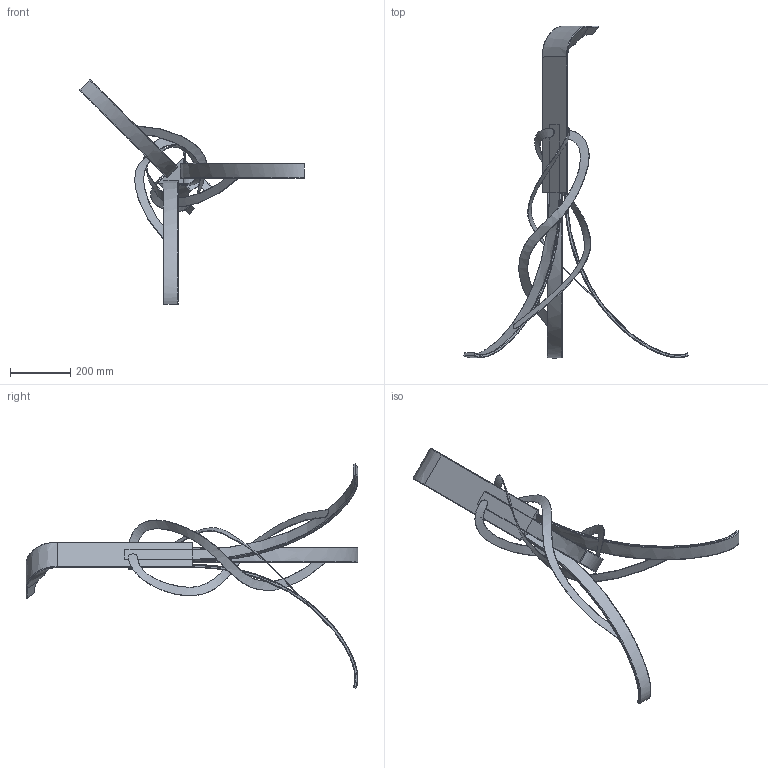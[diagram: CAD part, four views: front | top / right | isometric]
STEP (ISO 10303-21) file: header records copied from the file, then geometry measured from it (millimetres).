
FILE_DESCRIPTION (( 'STEP AP203' ), '1' );
FILE_NAME ('Guitar Stand.STEP', '2018-03-21T20:42:21', ( '' ), ( '' ), 'SwSTEP 2.0', 'SolidWorks 2016', '' );
FILE_SCHEMA (( 'CONFIG_CONTROL_DESIGN' ));
Length unit declared in the file: millimetre
Products named in the file (5): Guitar Stand; Body; Legs; Top; Strip
Assembly tree (8 placements, depth 2):
  Guitar Stand
    Body
    Legs  x3
    Top
    Strip  x3
Bounding box: 745.34 x 1100.86 x 745.34 mm (x, y, z)
Volume: 3488535.4 mm3; surface area: 730934.5 mm2
Topology: 8 solids, 8 shells, 131 faces, 327 edges, 213 vertices
Faces by surface type: plane 52, bspline 45, cylinder 31, cone 3
Full cylindrical faces by diameter (mm): 12 x1
Entity records: 5065 total; most frequent: CARTESIAN_POINT 2610, ORIENTED_EDGE 404, DIRECTION 349, EDGE_CURVE 202, VERTEX_POINT 133, AXIS2_PLACEMENT_3D 121, VECTOR 107, LINE 107
